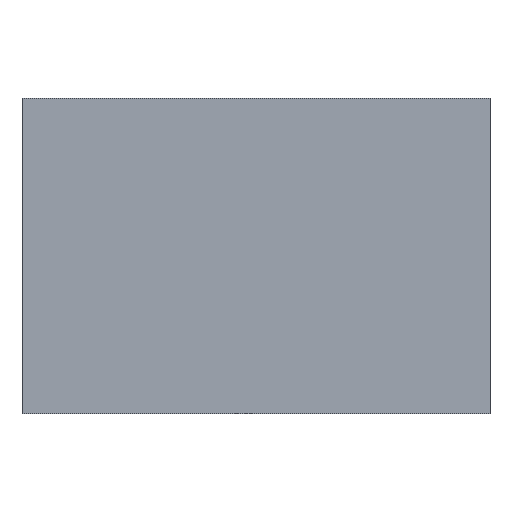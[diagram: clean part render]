
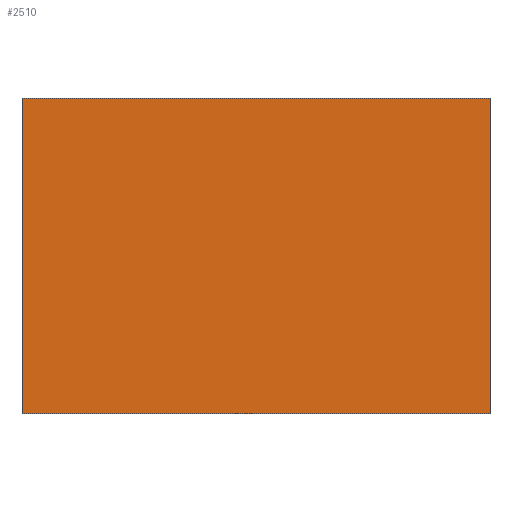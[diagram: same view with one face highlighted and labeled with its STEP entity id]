
A CAD part, front view. The second image highlights one B-rep face of the part: STEP entity #2510.
In plain terms, the highlighted planar face has unit normal (0, -1, 0).
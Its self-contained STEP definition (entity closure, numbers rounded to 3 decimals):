
#172=FACE_OUTER_BOUND('',#341,.T.);
#341=EDGE_LOOP('',(#1764,#1765,#1766,#1767));
#571=LINE('',#3825,#868);
#574=LINE('',#3830,#871);
#576=LINE('',#3834,#873);
#577=LINE('',#3835,#874);
#868=VECTOR('',#2991,10.);
#871=VECTOR('',#2996,10.);
#873=VECTOR('',#3000,10.);
#874=VECTOR('',#3001,10.);
#1165=VERTEX_POINT('',#3823);
#1166=VERTEX_POINT('',#3824);
#1167=VERTEX_POINT('',#3829);
#1168=VERTEX_POINT('',#3833);
#1387=EDGE_CURVE('',#1165,#1166,#571,.T.);
#1390=EDGE_CURVE('',#1167,#1165,#574,.T.);
#1392=EDGE_CURVE('',#1168,#1167,#576,.T.);
#1393=EDGE_CURVE('',#1166,#1168,#577,.T.);
#1764=ORIENTED_EDGE('',*,*,#1390,.F.);
#1765=ORIENTED_EDGE('',*,*,#1392,.F.);
#1766=ORIENTED_EDGE('',*,*,#1393,.F.);
#1767=ORIENTED_EDGE('',*,*,#1387,.F.);
#2423=PLANE('',#2683);
#2510=ADVANCED_FACE('',(#172),#2423,.F.);
#2683=AXIS2_PLACEMENT_3D('',#3832,#2998,#2999);
#2991=DIRECTION('',(-1.,0.,0.));
#2996=DIRECTION('',(0.,0.,-1.));
#2998=DIRECTION('center_axis',(0.,1.,0.));
#2999=DIRECTION('ref_axis',(1.,0.,0.));
#3000=DIRECTION('',(1.,0.,0.));
#3001=DIRECTION('',(0.,0.,1.));
#3823=CARTESIAN_POINT('',(4.674,0.,-3.151));
#3824=CARTESIAN_POINT('',(-4.675,0.,-3.151));
#3825=CARTESIAN_POINT('',(4.674,0.,-3.151));
#3829=CARTESIAN_POINT('',(4.674,0.,3.151));
#3830=CARTESIAN_POINT('',(4.674,0.,3.151));
#3832=CARTESIAN_POINT('Origin',(0.,0.,0.));
#3833=CARTESIAN_POINT('',(-4.675,0.,3.151));
#3834=CARTESIAN_POINT('',(-4.675,0.,3.151));
#3835=CARTESIAN_POINT('',(-4.675,0.,-3.151));
